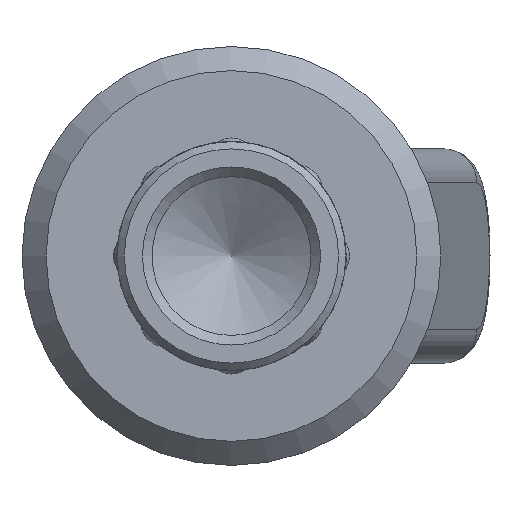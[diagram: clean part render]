
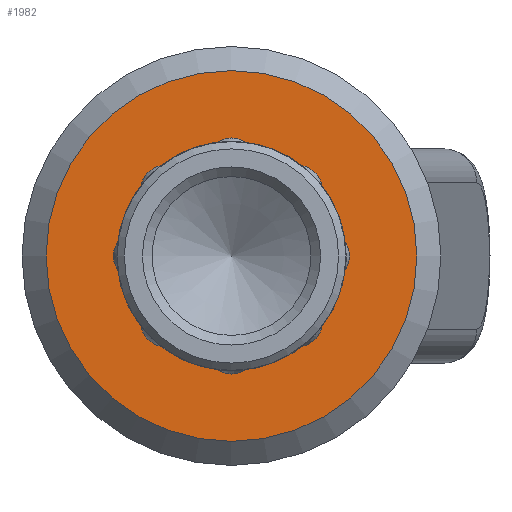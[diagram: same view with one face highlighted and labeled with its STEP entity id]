
A CAD part, left-side view. The second image highlights one B-rep face of the part: STEP entity #1982.
In plain terms, the highlighted planar face has unit normal (-1, 0, 0).
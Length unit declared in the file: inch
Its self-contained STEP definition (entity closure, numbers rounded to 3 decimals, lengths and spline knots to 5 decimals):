
#386=PLANE('',#2179);
#471=FACE_BOUND('',#730,.T.);
#578=FACE_OUTER_BOUND('',#729,.T.);
#729=EDGE_LOOP('',(#1678));
#730=EDGE_LOOP('',(#1679,#1680,#1681,#1682,#1683,#1684,#1685,#1686,#1687,
#1688,#1689,#1690,#1691,#1692,#1693,#1694));
#902=CIRCLE('',#2178,0.10387);
#903=CIRCLE('',#2180,0.77);
#904=CIRCLE('',#2181,0.475);
#905=CIRCLE('',#2182,0.10387);
#906=CIRCLE('',#2183,0.475);
#907=CIRCLE('',#2184,0.10387);
#908=CIRCLE('',#2185,0.475);
#909=CIRCLE('',#2186,0.10387);
#910=CIRCLE('',#2187,0.475);
#911=CIRCLE('',#2188,0.10387);
#912=CIRCLE('',#2189,0.475);
#913=CIRCLE('',#2190,0.10387);
#914=CIRCLE('',#2191,0.475);
#915=CIRCLE('',#2192,0.10387);
#916=CIRCLE('',#2193,0.475);
#917=CIRCLE('',#2194,0.10387);
#918=CIRCLE('',#2195,0.475);
#1062=VERTEX_POINT('',#3335);
#1063=VERTEX_POINT('',#3336);
#1064=VERTEX_POINT('',#3353);
#1065=VERTEX_POINT('',#3355);
#1066=VERTEX_POINT('',#3357);
#1067=VERTEX_POINT('',#3359);
#1068=VERTEX_POINT('',#3361);
#1069=VERTEX_POINT('',#3363);
#1070=VERTEX_POINT('',#3365);
#1071=VERTEX_POINT('',#3367);
#1072=VERTEX_POINT('',#3369);
#1073=VERTEX_POINT('',#3371);
#1074=VERTEX_POINT('',#3373);
#1075=VERTEX_POINT('',#3375);
#1076=VERTEX_POINT('',#3377);
#1077=VERTEX_POINT('',#3379);
#1078=VERTEX_POINT('',#3381);
#1289=EDGE_CURVE('',#1063,#1062,#902,.T.);
#1290=EDGE_CURVE('',#1064,#1064,#903,.T.);
#1291=EDGE_CURVE('',#1065,#1062,#904,.T.);
#1292=EDGE_CURVE('',#1065,#1066,#905,.T.);
#1293=EDGE_CURVE('',#1067,#1066,#906,.T.);
#1294=EDGE_CURVE('',#1067,#1068,#907,.T.);
#1295=EDGE_CURVE('',#1069,#1068,#908,.T.);
#1296=EDGE_CURVE('',#1069,#1070,#909,.T.);
#1297=EDGE_CURVE('',#1071,#1070,#910,.T.);
#1298=EDGE_CURVE('',#1071,#1072,#911,.T.);
#1299=EDGE_CURVE('',#1073,#1072,#912,.T.);
#1300=EDGE_CURVE('',#1073,#1074,#913,.T.);
#1301=EDGE_CURVE('',#1075,#1074,#914,.T.);
#1302=EDGE_CURVE('',#1075,#1076,#915,.T.);
#1303=EDGE_CURVE('',#1077,#1076,#916,.T.);
#1304=EDGE_CURVE('',#1077,#1078,#917,.T.);
#1305=EDGE_CURVE('',#1063,#1078,#918,.T.);
#1678=ORIENTED_EDGE('',*,*,#1290,.F.);
#1679=ORIENTED_EDGE('',*,*,#1289,.T.);
#1680=ORIENTED_EDGE('',*,*,#1291,.F.);
#1681=ORIENTED_EDGE('',*,*,#1292,.T.);
#1682=ORIENTED_EDGE('',*,*,#1293,.F.);
#1683=ORIENTED_EDGE('',*,*,#1294,.T.);
#1684=ORIENTED_EDGE('',*,*,#1295,.F.);
#1685=ORIENTED_EDGE('',*,*,#1296,.T.);
#1686=ORIENTED_EDGE('',*,*,#1297,.F.);
#1687=ORIENTED_EDGE('',*,*,#1298,.T.);
#1688=ORIENTED_EDGE('',*,*,#1299,.F.);
#1689=ORIENTED_EDGE('',*,*,#1300,.T.);
#1690=ORIENTED_EDGE('',*,*,#1301,.F.);
#1691=ORIENTED_EDGE('',*,*,#1302,.T.);
#1692=ORIENTED_EDGE('',*,*,#1303,.F.);
#1693=ORIENTED_EDGE('',*,*,#1304,.T.);
#1694=ORIENTED_EDGE('',*,*,#1305,.F.);
#1982=ADVANCED_FACE('',(#578,#471),#386,.T.);
#2178=AXIS2_PLACEMENT_3D('',#3351,#2636,#2637);
#2179=AXIS2_PLACEMENT_3D('',#3352,#2638,#2639);
#2180=AXIS2_PLACEMENT_3D('',#3354,#2640,#2641);
#2181=AXIS2_PLACEMENT_3D('',#3356,#2642,#2643);
#2182=AXIS2_PLACEMENT_3D('',#3358,#2644,#2645);
#2183=AXIS2_PLACEMENT_3D('',#3360,#2646,#2647);
#2184=AXIS2_PLACEMENT_3D('',#3362,#2648,#2649);
#2185=AXIS2_PLACEMENT_3D('',#3364,#2650,#2651);
#2186=AXIS2_PLACEMENT_3D('',#3366,#2652,#2653);
#2187=AXIS2_PLACEMENT_3D('',#3368,#2654,#2655);
#2188=AXIS2_PLACEMENT_3D('',#3370,#2656,#2657);
#2189=AXIS2_PLACEMENT_3D('',#3372,#2658,#2659);
#2190=AXIS2_PLACEMENT_3D('',#3374,#2660,#2661);
#2191=AXIS2_PLACEMENT_3D('',#3376,#2662,#2663);
#2192=AXIS2_PLACEMENT_3D('',#3378,#2664,#2665);
#2193=AXIS2_PLACEMENT_3D('',#3380,#2666,#2667);
#2194=AXIS2_PLACEMENT_3D('',#3382,#2668,#2669);
#2195=AXIS2_PLACEMENT_3D('',#3383,#2670,#2671);
#2636=DIRECTION('center_axis',(1.,0.,0.));
#2637=DIRECTION('ref_axis',(0.,0.,-1.));
#2638=DIRECTION('center_axis',(-1.,0.,0.));
#2639=DIRECTION('ref_axis',(0.,0.,-1.));
#2640=DIRECTION('center_axis',(1.,0.,0.));
#2641=DIRECTION('ref_axis',(0.,-1.,0.));
#2642=DIRECTION('center_axis',(-1.,0.,0.));
#2643=DIRECTION('ref_axis',(0.,-1.,0.));
#2644=DIRECTION('center_axis',(1.,0.,0.));
#2645=DIRECTION('ref_axis',(0.,0.,-1.));
#2646=DIRECTION('center_axis',(-1.,0.,0.));
#2647=DIRECTION('ref_axis',(0.,-1.,0.));
#2648=DIRECTION('center_axis',(1.,0.,0.));
#2649=DIRECTION('ref_axis',(0.,0.,-1.));
#2650=DIRECTION('center_axis',(-1.,0.,0.));
#2651=DIRECTION('ref_axis',(0.,-1.,0.));
#2652=DIRECTION('center_axis',(1.,0.,0.));
#2653=DIRECTION('ref_axis',(0.,0.,-1.));
#2654=DIRECTION('center_axis',(-1.,0.,0.));
#2655=DIRECTION('ref_axis',(0.,-1.,0.));
#2656=DIRECTION('center_axis',(1.,0.,0.));
#2657=DIRECTION('ref_axis',(0.,0.,-1.));
#2658=DIRECTION('center_axis',(-1.,0.,0.));
#2659=DIRECTION('ref_axis',(0.,-1.,0.));
#2660=DIRECTION('center_axis',(1.,0.,0.));
#2661=DIRECTION('ref_axis',(0.,0.,-1.));
#2662=DIRECTION('center_axis',(-1.,0.,0.));
#2663=DIRECTION('ref_axis',(0.,-1.,0.));
#2664=DIRECTION('center_axis',(1.,0.,0.));
#2665=DIRECTION('ref_axis',(0.,0.,-1.));
#2666=DIRECTION('center_axis',(-1.,0.,0.));
#2667=DIRECTION('ref_axis',(0.,-1.,0.));
#2668=DIRECTION('center_axis',(1.,0.,0.));
#2669=DIRECTION('ref_axis',(0.,0.,-1.));
#2670=DIRECTION('center_axis',(-1.,0.,0.));
#2671=DIRECTION('ref_axis',(0.,-1.,0.));
#3335=CARTESIAN_POINT('',(0.31696,-0.37571,0.29063));
#3336=CARTESIAN_POINT('',(0.31696,-0.29063,0.37571));
#3351=CARTESIAN_POINT('Origin',(0.31696,-0.2733,0.2733));
#3352=CARTESIAN_POINT('Origin',(0.31696,-0.385,0.));
#3353=CARTESIAN_POINT('',(0.31696,-0.77,0.));
#3354=CARTESIAN_POINT('Origin',(0.31696,0.,
0.));
#3355=CARTESIAN_POINT('',(0.31696,-0.47117,0.06016));
#3356=CARTESIAN_POINT('Origin',(0.31696,0.,0.));
#3357=CARTESIAN_POINT('',(0.31696,-0.47117,-0.06016));
#3358=CARTESIAN_POINT('Origin',(0.31696,-0.3865,0.));
#3359=CARTESIAN_POINT('',(0.31696,-0.37571,-0.29063));
#3360=CARTESIAN_POINT('Origin',(0.31696,0.,0.));
#3361=CARTESIAN_POINT('',(0.31696,-0.29063,-0.37571));
#3362=CARTESIAN_POINT('Origin',(0.31696,-0.2733,-0.2733));
#3363=CARTESIAN_POINT('',(0.31696,-0.06016,-0.47117));
#3364=CARTESIAN_POINT('Origin',(0.31696,0.,0.));
#3365=CARTESIAN_POINT('',(0.31696,0.06016,-0.47117));
#3366=CARTESIAN_POINT('Origin',(0.31696,0.,
-0.3865));
#3367=CARTESIAN_POINT('',(0.31696,0.29063,-0.37571));
#3368=CARTESIAN_POINT('Origin',(0.31696,0.,0.));
#3369=CARTESIAN_POINT('',(0.31696,0.37571,-0.29063));
#3370=CARTESIAN_POINT('Origin',(0.31696,0.2733,-0.2733));
#3371=CARTESIAN_POINT('',(0.31696,0.47117,-0.06016));
#3372=CARTESIAN_POINT('Origin',(0.31696,0.,0.));
#3373=CARTESIAN_POINT('',(0.31696,0.47117,0.06016));
#3374=CARTESIAN_POINT('Origin',(0.31696,0.3865,0.));
#3375=CARTESIAN_POINT('',(0.31696,0.37571,0.29063));
#3376=CARTESIAN_POINT('Origin',(0.31696,0.,0.));
#3377=CARTESIAN_POINT('',(0.31696,0.29063,0.37571));
#3378=CARTESIAN_POINT('Origin',(0.31696,0.2733,0.2733));
#3379=CARTESIAN_POINT('',(0.31696,0.06016,0.47117));
#3380=CARTESIAN_POINT('Origin',(0.31696,0.,0.));
#3381=CARTESIAN_POINT('',(0.31696,-0.06016,0.47117));
#3382=CARTESIAN_POINT('Origin',(0.31696,0.,0.3865));
#3383=CARTESIAN_POINT('Origin',(0.31696,0.,0.));
